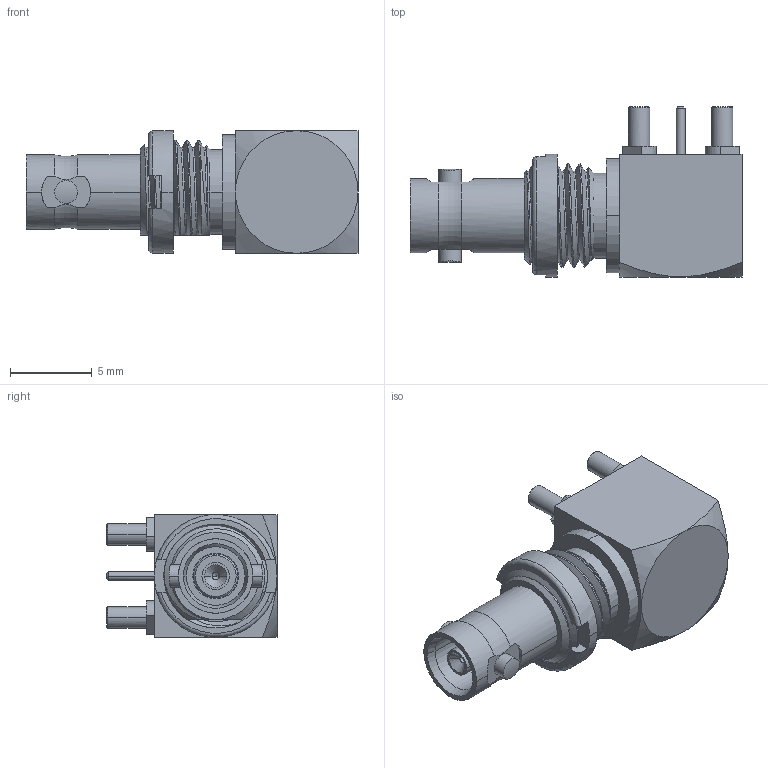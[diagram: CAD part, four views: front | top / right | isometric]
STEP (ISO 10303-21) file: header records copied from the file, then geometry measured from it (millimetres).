
FILE_DESCRIPTION((''),'2;1');
FILE_NAME('34-1030_SW0001','2016-05-19T',('Anand'),(''),'PRO/ENGINEER BY PARAMETRIC TECHNOLOGY CORPORATION, 2014440','PRO/ENGINEER BY PARAMETRIC TECHNOLOGY CORPORATION, 2014440','');
FILE_SCHEMA(('CONFIG_CONTROL_DESIGN'));
Length unit declared in the file: millimetre
Products named in the file (1): 34-1030_SW0001
Bounding box: 20.3 x 10.4 x 7.5 mm (x, y, z)
Surface area: 1133.8 mm2 (no closed solid volume)
Topology: 0 solids, 12 shells, 207 faces, 619 edges, 427 vertices
Faces by surface type: plane 65, cylinder 63, cone 43, bspline 30, torus 4, sphere 2
Entity records: 15080 total; most frequent: CARTESIAN_POINT 9751, ORIENTED_EDGE 1075, DIRECTION 1047, EDGE_CURVE 615, VERTEX_POINT 427, AXIS2_PLACEMENT_3D 411, CIRCLE 234, VECTOR 225
